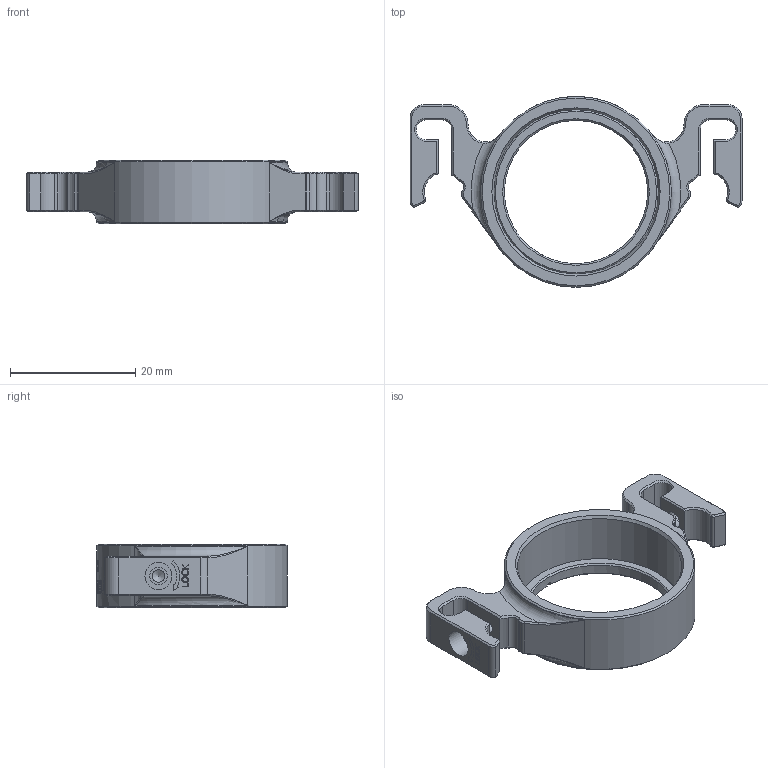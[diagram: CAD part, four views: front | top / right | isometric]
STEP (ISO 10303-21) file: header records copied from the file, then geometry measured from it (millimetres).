
FILE_DESCRIPTION(/* description */ (''),/* implementation_level */ '2;1');
FILE_NAME(/* name */ 'DCP1-Step.step',/* time_stamp */ '2024-06-17T21:38:51-04:00',/* author */ (''),/* organization */ (''),/* preprocessor_version */ 'ST-DEVELOPER v20',/* originating_system */ 'Autodesk Translation Framework v12.20.1.177',/* authorisation */ '');
FILE_SCHEMA (('AUTOMOTIVE_DESIGN { 1 0 10303 214 3 1 1 }'));
Length unit declared in the file: inch
Products named in the file (1): DCP1-Step
Bounding box: 53.04 x 30.48 x 10.16 mm (x, y, z)
Volume: 3583.2 mm3; surface area: 4011.7 mm2
Topology: 2 solids, 2 shells, 525 faces, 1367 edges, 871 vertices
Faces by surface type: plane 239, bspline 159, cone 64, cylinder 59, torus 4
Full cylindrical faces by diameter (mm): 1.994 x2, 2.794 x2, 4.318 x2, 22.911 x1, 26.289 x2, 30.48 x1
Entity records: 28649 total; most frequent: CARTESIAN_POINT 16082, ORIENTED_EDGE 2714, DIRECTION 2085, EDGE_CURVE 1357, VERTEX_POINT 871, LINE 721, VECTOR 721, AXIS2_PLACEMENT_3D 682
